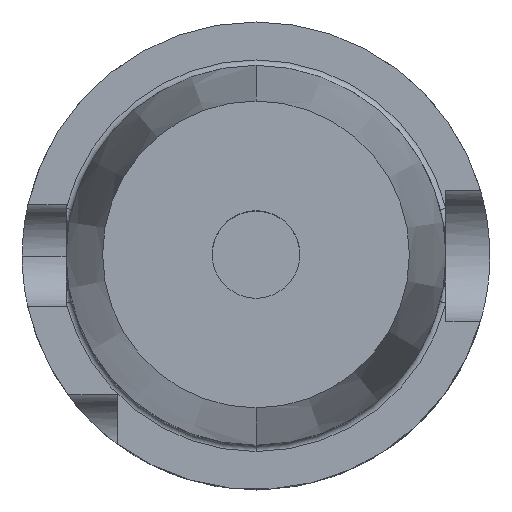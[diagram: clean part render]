
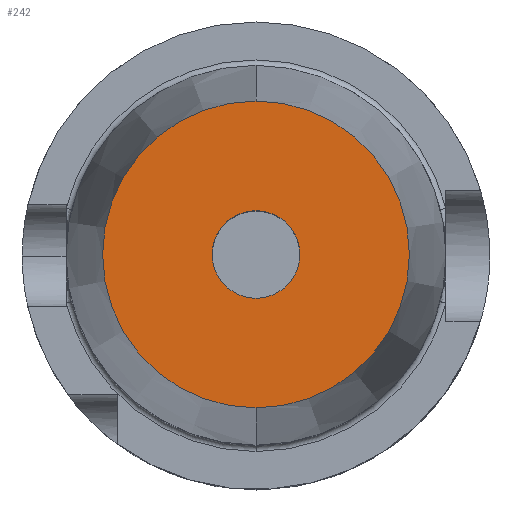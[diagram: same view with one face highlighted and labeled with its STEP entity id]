
A CAD part, top view. The second image highlights one B-rep face of the part: STEP entity #242.
In plain terms, the highlighted planar face has unit normal (0, 0, 1).
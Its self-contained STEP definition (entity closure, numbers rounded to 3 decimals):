
#10 = ORIENTED_EDGE ( 'NONE', *, *, #176, .F. ) ;
#93 = EDGE_LOOP ( 'NONE', ( #2534, #10 ) ) ;
#176 = EDGE_CURVE ( 'NONE', #549, #1441, #3139, .T. ) ;
#242 = ADVANCED_FACE ( 'NONE', ( #277, #844 ), #2965, .T. ) ;
#277 = FACE_BOUND ( 'NONE', #311, .T. ) ;
#311 = EDGE_LOOP ( 'NONE', ( #3414, #2645 ) ) ;
#429 = VERTEX_POINT ( 'NONE', #1539 ) ;
#445 = CIRCLE ( 'NONE', #1378, 3. ) ;
#534 = AXIS2_PLACEMENT_3D ( 'NONE', #2205, #2495, #3641 ) ;
#549 = VERTEX_POINT ( 'NONE', #2811 ) ;
#736 = CARTESIAN_POINT ( 'NONE',  ( 0., 0., 70. ) ) ;
#751 = CIRCLE ( 'NONE', #993, 10.5 ) ;
#786 = DIRECTION ( 'NONE',  ( 0., 1., 0. ) ) ;
#844 = FACE_OUTER_BOUND ( 'NONE', #93, .T. ) ;
#993 = AXIS2_PLACEMENT_3D ( 'NONE', #2223, #2484, #786 ) ;
#1180 = CARTESIAN_POINT ( 'NONE',  ( 0., 10.5, 70. ) ) ;
#1242 = CARTESIAN_POINT ( 'NONE',  ( 0., 10.5, 70. ) ) ;
#1261 = CARTESIAN_POINT ( 'NONE',  ( 0., 3., 70. ) ) ;
#1303 = DIRECTION ( 'NONE',  ( 0., 0., 1. ) ) ;
#1378 = AXIS2_PLACEMENT_3D ( 'NONE', #736, #1604, #2499 ) ;
#1441 = VERTEX_POINT ( 'NONE', #1180 ) ;
#1539 = CARTESIAN_POINT ( 'NONE',  ( 0., -3., 70. ) ) ;
#1604 = DIRECTION ( 'NONE',  ( 0., 0., -1. ) ) ;
#2114 = DIRECTION ( 'NONE',  ( 0., -1., 0. ) ) ;
#2205 = CARTESIAN_POINT ( 'NONE',  ( 0., 0., 70. ) ) ;
#2223 = CARTESIAN_POINT ( 'NONE',  ( 0., 0., 70. ) ) ;
#2310 = DIRECTION ( 'NONE',  ( 0., 1., 0. ) ) ;
#2324 = CARTESIAN_POINT ( 'NONE',  ( 0., 0., 70. ) ) ;
#2484 = DIRECTION ( 'NONE',  ( 0., 0., -1. ) ) ;
#2495 = DIRECTION ( 'NONE',  ( 0., 0., -1. ) ) ;
#2499 = DIRECTION ( 'NONE',  ( 0., 1., 0. ) ) ;
#2534 = ORIENTED_EDGE ( 'NONE', *, *, #3326, .F. ) ;
#2645 = ORIENTED_EDGE ( 'NONE', *, *, #3097, .T. ) ;
#2811 = CARTESIAN_POINT ( 'NONE',  ( 0., -10.5, 70. ) ) ;
#2821 = CIRCLE ( 'NONE', #3640, 3. ) ;
#2898 = AXIS2_PLACEMENT_3D ( 'NONE', #1242, #1303, #2114 ) ;
#2965 = PLANE ( 'NONE',  #2898 ) ;
#3045 = VERTEX_POINT ( 'NONE', #1261 ) ;
#3097 = EDGE_CURVE ( 'NONE', #429, #3045, #445, .T. ) ;
#3139 = CIRCLE ( 'NONE', #534, 10.5 ) ;
#3326 = EDGE_CURVE ( 'NONE', #1441, #549, #751, .T. ) ;
#3414 = ORIENTED_EDGE ( 'NONE', *, *, #3562, .T. ) ;
#3470 = DIRECTION ( 'NONE',  ( 0., 0., -1. ) ) ;
#3562 = EDGE_CURVE ( 'NONE', #3045, #429, #2821, .T. ) ;
#3640 = AXIS2_PLACEMENT_3D ( 'NONE', #2324, #3470, #2310 ) ;
#3641 = DIRECTION ( 'NONE',  ( 0., 1., 0. ) ) ;
